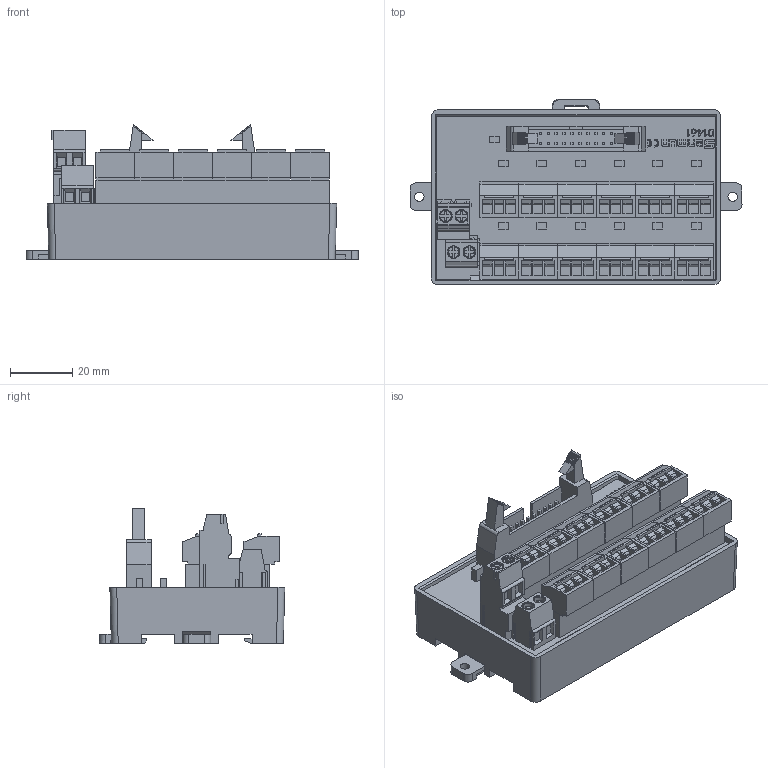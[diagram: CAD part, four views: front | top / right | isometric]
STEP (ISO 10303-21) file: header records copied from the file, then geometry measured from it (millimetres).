
FILE_DESCRIPTION(/* description */ (''),/* implementation_level */ '2;1');
FILE_NAME(/* name */ 'D1461-E.stp',/* time_stamp */ '2024-08-13T16:29:20+08:00',/* author */ (''),/* organization */ (''),/* preprocessor_version */ 'ST-DEVELOPER v14',/* originating_system */ 'SIEMENS PLM Software NX 8.0',/* authorisation */ '');
FILE_SCHEMA (('AUTOMOTIVE_DESIGN { 1 0 10303 214 3 1 1 1 }'));
Products named in the file (1): D1461-E 3D_stp
Bounding box: 106.5 x 59.51 x 43.25 mm (x, y, z)
Volume: 106590.5 mm3; surface area: 37951.8 mm2
Topology: 3 solids, 7 shells, 2022 faces, 5445 edges, 3586 vertices
Faces by surface type: plane 1614, cylinder 301, bspline 43, torus 40, cone 16, extrusion 8
Full cylindrical faces by diameter (mm): 2.7 x36, 2.8 x36, 3 x2
Entity records: 70301 total; most frequent: CARTESIAN_POINT 18739, ORIENTED_EDGE 10668, DIRECTION 9647, EDGE_CURVE 5334, VECTOR 4355, LINE 4347, VERTEX_POINT 3550, AXIS2_PLACEMENT_3D 2646
